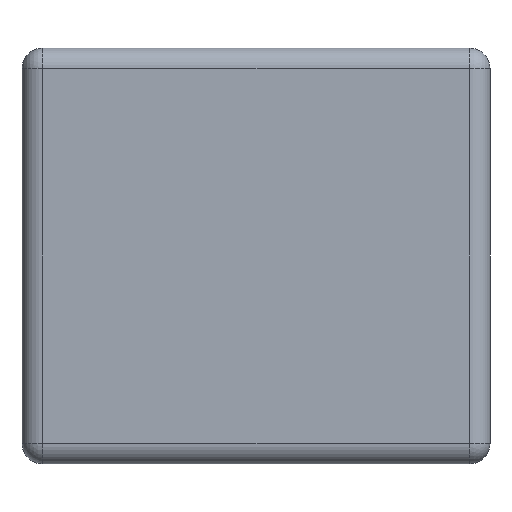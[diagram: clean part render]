
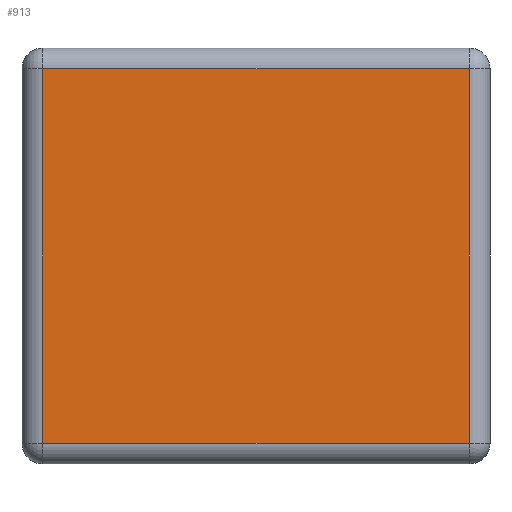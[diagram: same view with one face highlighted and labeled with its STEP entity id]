
A CAD part, left-side view. The second image highlights one B-rep face of the part: STEP entity #913.
In plain terms, the highlighted planar face has unit normal (-1, 0, 0).
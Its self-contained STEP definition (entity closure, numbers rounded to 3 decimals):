
#24 = DIRECTION ( 'NONE',  ( 0., 0., -1. ) ) ;
#42 = ORIENTED_EDGE ( 'NONE', *, *, #787, .T. ) ;
#46 = VERTEX_POINT ( 'NONE', #379 ) ;
#116 = VECTOR ( 'NONE', #894, 1000. ) ;
#141 = VECTOR ( 'NONE', #644, 1000. ) ;
#153 = EDGE_CURVE ( 'NONE', #838, #46, #315, .T. ) ;
#168 = DIRECTION ( 'NONE',  ( 0., 0., 1. ) ) ;
#224 = DIRECTION ( 'NONE',  ( 1., 0., 0. ) ) ;
#305 = DIRECTION ( 'NONE',  ( 0., 0., -1. ) ) ;
#315 = LINE ( 'NONE', #705, #116 ) ;
#343 = CARTESIAN_POINT ( 'NONE',  ( -1.6, 1.8, 0.72 ) ) ;
#363 = CARTESIAN_POINT ( 'NONE',  ( -1.6, 0.08, 0.72 ) ) ;
#379 = CARTESIAN_POINT ( 'NONE',  ( -1.6, 0.08, -0.72 ) ) ;
#400 = EDGE_CURVE ( 'NONE', #720, #1167, #552, .T. ) ;
#419 = PLANE ( 'NONE',  #920 ) ;
#432 = EDGE_LOOP ( 'NONE', ( #42, #831, #945, #1122 ) ) ;
#482 = CARTESIAN_POINT ( 'NONE',  ( -1.6, 1.72, -0.72 ) ) ;
#552 = LINE ( 'NONE', #343, #141 ) ;
#581 = LINE ( 'NONE', #1258, #1067 ) ;
#644 = DIRECTION ( 'NONE',  ( 0., 1., 0. ) ) ;
#703 = CARTESIAN_POINT ( 'NONE',  ( -1.6, 1.72, -0.8 ) ) ;
#705 = CARTESIAN_POINT ( 'NONE',  ( -1.6, 1.8, -0.72 ) ) ;
#720 = VERTEX_POINT ( 'NONE', #363 ) ;
#722 = EDGE_CURVE ( 'NONE', #46, #720, #581, .T. ) ;
#740 = VECTOR ( 'NONE', #305, 1000. ) ;
#787 = EDGE_CURVE ( 'NONE', #1167, #838, #891, .T. ) ;
#831 = ORIENTED_EDGE ( 'NONE', *, *, #153, .T. ) ;
#838 = VERTEX_POINT ( 'NONE', #482 ) ;
#891 = LINE ( 'NONE', #703, #740 ) ;
#894 = DIRECTION ( 'NONE',  ( 0., -1., 0. ) ) ;
#910 = CARTESIAN_POINT ( 'NONE',  ( -1.6, 1.8, -0.8 ) ) ;
#913 = ADVANCED_FACE ( 'NONE', ( #997 ), #419, .F. ) ;
#920 = AXIS2_PLACEMENT_3D ( 'NONE', #910, #224, #24 ) ;
#945 = ORIENTED_EDGE ( 'NONE', *, *, #722, .T. ) ;
#997 = FACE_OUTER_BOUND ( 'NONE', #432, .T. ) ;
#1067 = VECTOR ( 'NONE', #168, 1000. ) ;
#1122 = ORIENTED_EDGE ( 'NONE', *, *, #400, .T. ) ;
#1167 = VERTEX_POINT ( 'NONE', #1264 ) ;
#1258 = CARTESIAN_POINT ( 'NONE',  ( -1.6, 0.08, -0.8 ) ) ;
#1264 = CARTESIAN_POINT ( 'NONE',  ( -1.6, 1.72, 0.72 ) ) ;
